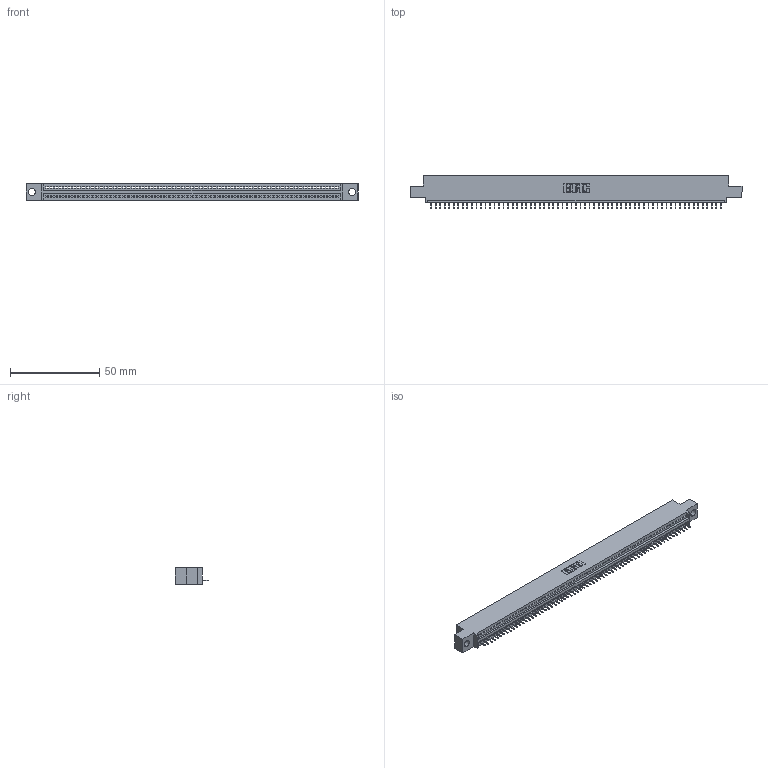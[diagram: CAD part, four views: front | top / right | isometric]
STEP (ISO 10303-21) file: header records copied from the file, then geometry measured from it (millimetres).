
FILE_DESCRIPTION (( 'STEP AP203' ), '1' );
FILE_NAME ('845-065-525-404.STEP', '2020-09-23T18:31:56', ( '' ), ( '' ), 'SwSTEP 2.0', 'SolidWorks 2020', '' );
FILE_SCHEMA (( 'CONFIG_CONTROL_DESIGN' ));
Length unit declared in the file: inch
Products named in the file (3): 345-292-001_345-293-125; 845-065-525-404; 845 Part_0.110 Offset - 0.156 Dia-TH
Assembly tree (66 placements, depth 2):
  845-065-525-404
    845 Part_0.110 Offset - 0.156 Dia-TH
    345-292-001_345-293-125  x65
Bounding box: 186.31 x 18.72 x 9.4 mm (x, y, z)
Volume: 17457.6 mm3; surface area: 22517.8 mm2
Topology: 66 solids, 66 shells, 4160 faces, 12053 edges, 7774 vertices
Faces by surface type: plane 3074, cylinder 1086
Entity records: 46033 total; most frequent: CARTESIAN_POINT 7979, ORIENTED_EDGE 7978, DIRECTION 6935, EDGE_CURVE 3989, VECTOR 3601, LINE 3601, VERTEX_POINT 2654, AXIS2_PLACEMENT_3D 1667
